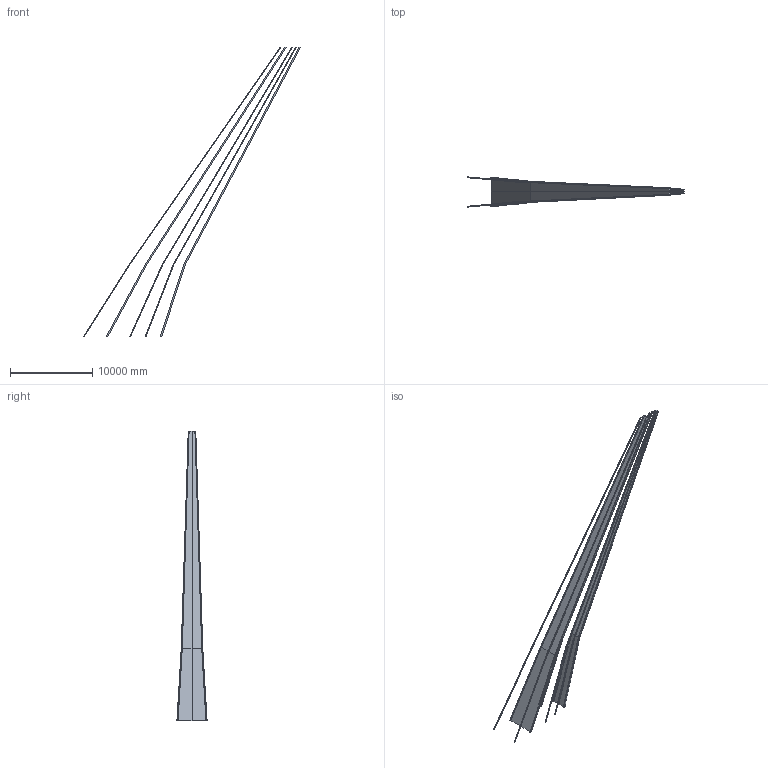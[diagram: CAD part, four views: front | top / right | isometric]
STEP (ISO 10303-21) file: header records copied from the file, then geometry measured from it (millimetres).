
FILE_DESCRIPTION (( 'STEP AP203' ), '1' );
FILE_NAME ('3D Air mainbone.STEP', '2021-10-13T06:49:22', ( 'AutoBVT' ), ( 'Microsoft' ), 'SwSTEP 2.0', 'SolidWorks 2018', '' );
FILE_SCHEMA (( 'CONFIG_CONTROL_DESIGN' ));
Length unit declared in the file: centimetre
Products named in the file (1): 3D Air mainbone
Bounding box: 26368.79 x 3669.26 x 35216.9 mm (x, y, z)
Volume: 14215920848.1 mm3; surface area: 405997436.5 mm2
Topology: 10 solids, 10 shells, 136 faces, 296 edges, 180 vertices
Faces by surface type: plane 116, bspline 20
Entity records: 6365 total; most frequent: CARTESIAN_POINT 3523, ORIENTED_EDGE 592, DIRECTION 476, EDGE_CURVE 296, VECTOR 242, LINE 242, VERTEX_POINT 180, ADVANCED_FACE 136
